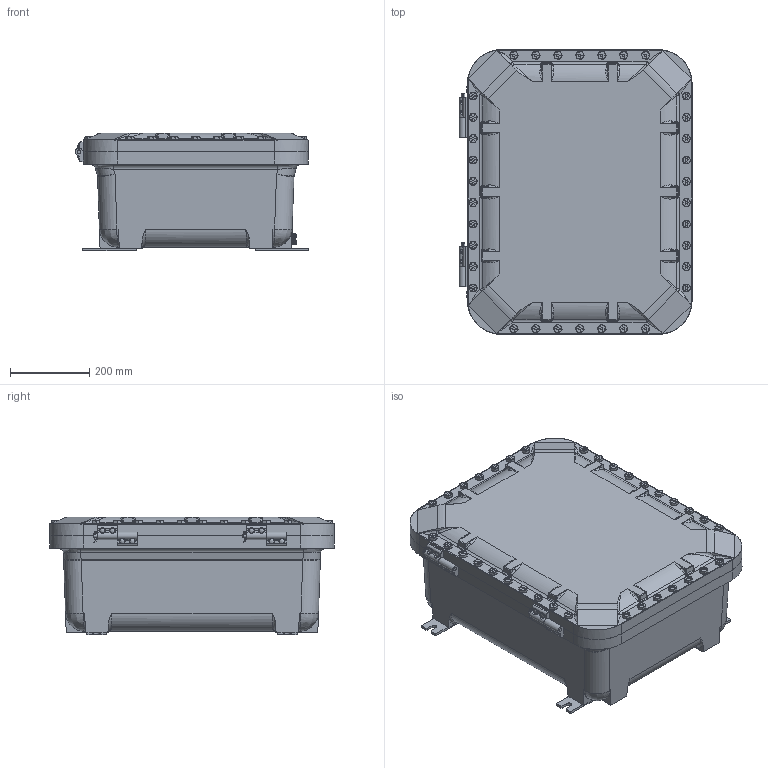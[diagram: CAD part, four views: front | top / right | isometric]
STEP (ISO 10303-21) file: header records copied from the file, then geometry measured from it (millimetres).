
FILE_DESCRIPTION(/* description */ (''),/* implementation_level */ '2;1');
FILE_NAME(/* name */ 'KIL_EXB-18248 N34.stp',/* time_stamp */ '2017-11-17T22:17:32+06:00',/* author */ ('ypadmaraja'),/* organization */ (''),/* preprocessor_version */ 'ST-DEVELOPER v16.13',/* originating_system */ 'Autodesk Inventor 2018',/* authorisation */ '');
FILE_SCHEMA (('AUTOMOTIVE_DESIGN { 1 0 10303 214 3 1 1 }'));
Products named in the file (18): EXB-18248 N34; 0106275B; 16972AAAB; 14624; 14626-1; 01917; 01917_1; 17770AAAB; 17473AAAB; SAE J487a - 1/8 x 3/4    Extended Prong Square Cut Type; 17750AAAB; 0720361B; KIT-346; 18238AAAB; 18243; ANSI B18.6.3 - 1/4-20 UNC x 1; ANSI B18.6.3 - 4-40 x 3/8; ASME B18.21.1 - 1/4
Assembly tree (72 placements, depth 3):
  EXB-18248 N34
    0106275B  x4
    17750AAAB  x8
    16972AAAB  x8
    14624
    14626-1
    01917
      17770AAAB
      17473AAAB
      SAE J487a - 1/8 x 3/4    Extended Prong Square Cut Type
    01917_1
      17770AAAB
      17473AAAB
      SAE J487a - 1/8 x 3/4    Extended Prong Square Cut Type
    0720361B  x34
    KIT-346
      18238AAAB
      18243
      ANSI B18.6.3 - 1/4-20 UNC x 1  x2
      ANSI B18.6.3 - 4-40 x 3/8
      ASME B18.21.1 - 1/4  x2
Bounding box: 590.53 x 720.73 x 298.58 mm (x, y, z)
Volume: 39245079.6 mm3; surface area: 2910397.8 mm2
Topology: 71 solids, 71 shells, 4398 faces, 11027 edges, 6846 vertices
Faces by surface type: plane 3028, bspline 497, cylinder 462, cone 314, torus 65, sphere 32
Full cylindrical faces by diameter (mm): 2.845 x1, 3.048 x1, 3.571 x2, 4.953 x1, 6.35 x2, 6.401 x8, 7.717 x8, 7.798 x4, 7.938 x4, 8.237 x12, 8.331 x8, 9.286 x8, 9.525 x2, 9.55 x4, 10.312 x8, 10.592 x34, 12.423 x34, 12.802 x8, 13.208 x2, 13.494 x34, 14.287 x8, 19.05 x34
Entity records: 65324 total; most frequent: CARTESIAN_POINT 28074, ORIENTED_EDGE 7786, DIRECTION 6313, EDGE_CURVE 3893, VERTEX_POINT 2557, LINE 2173, VECTOR 2173, AXIS2_PLACEMENT_3D 2070
